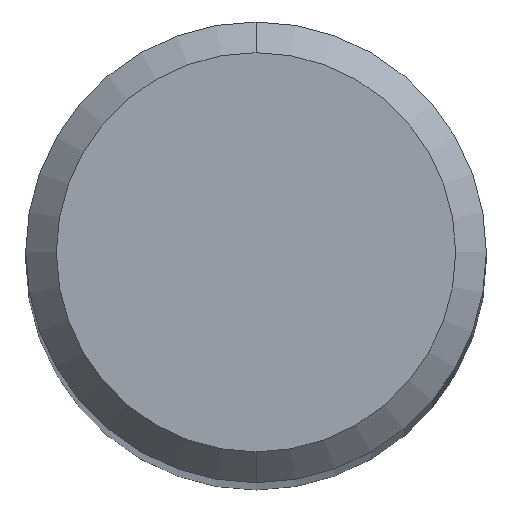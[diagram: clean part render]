
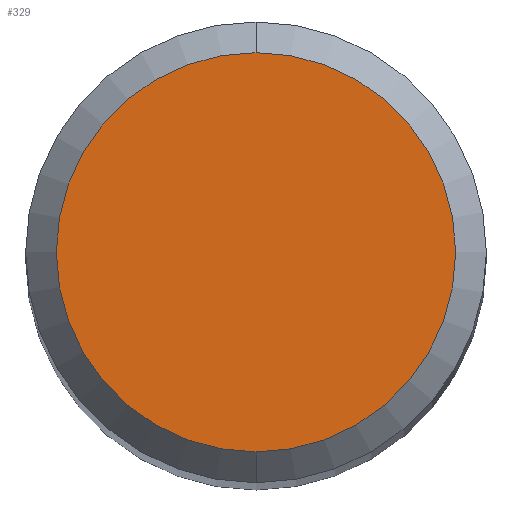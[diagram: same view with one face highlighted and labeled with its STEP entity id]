
A CAD part, top view. The second image highlights one B-rep face of the part: STEP entity #329.
In plain terms, the highlighted planar face has unit normal (0, 0, 1).
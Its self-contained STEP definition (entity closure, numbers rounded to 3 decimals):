
#329=ADVANCED_FACE('',(#635),#636,.T.);
#337=VERTEX_POINT('',#645);
#363=EDGE_CURVE('',#337,#415,#672,.T.);
#365=EDGE_CURVE('',#415,#337,#674,.T.);
#415=VERTEX_POINT('',#729);
#635=FACE_OUTER_BOUND('',#1148,.T.);
#636=PLANE('',#1149);
#645=CARTESIAN_POINT('',(0.,-2.6,0.0));
#672=CIRCLE('',#1225,2.6);
#674=CIRCLE('',#1228,2.6);
#729=CARTESIAN_POINT('',(0.0,2.6,0.0));
#1148=EDGE_LOOP('',(#1584,#1585));
#1149=AXIS2_PLACEMENT_3D('',#1586,#1587,#1588);
#1225=AXIS2_PLACEMENT_3D('',#1619,#1620,#1621);
#1228=AXIS2_PLACEMENT_3D('',#1622,#1623,#1624);
#1584=ORIENTED_EDGE('',*,*,#365,.F.);
#1585=ORIENTED_EDGE('',*,*,#363,.F.);
#1586=CARTESIAN_POINT('',(0.0,1.3,0.0));
#1587=DIRECTION('',(-0.0,0.0,1.0));
#1588=DIRECTION('',(0.0,-1.0,0.0));
#1619=CARTESIAN_POINT('',(0.0,0.0,0.0));
#1620=DIRECTION('',(0.0,0.0,-1.0));
#1621=DIRECTION('',(0.0,1.0,0.0));
#1622=CARTESIAN_POINT('',(0.0,0.0,0.0));
#1623=DIRECTION('',(0.0,0.0,-1.0));
#1624=DIRECTION('',(0.0,1.0,0.0));
